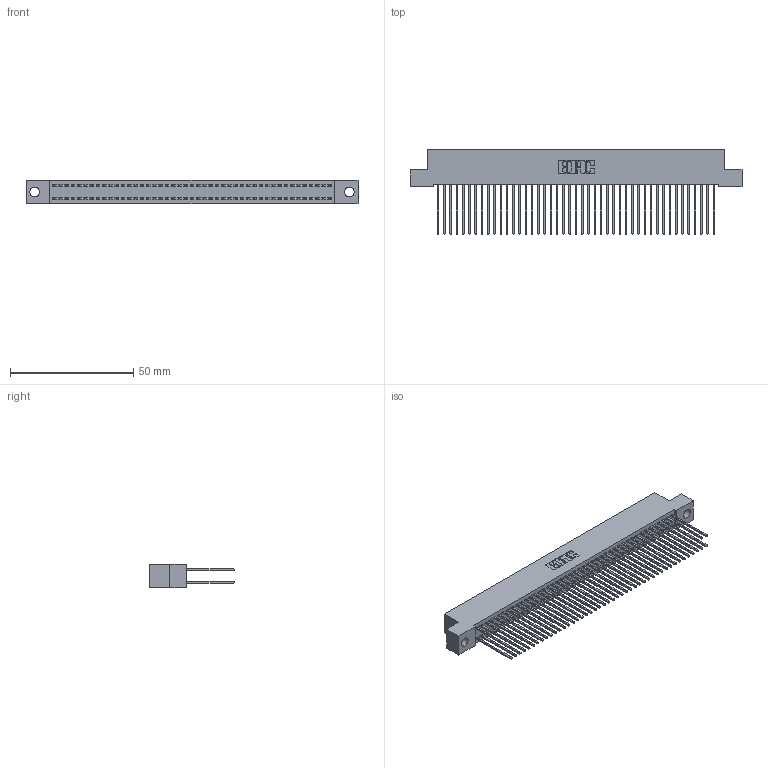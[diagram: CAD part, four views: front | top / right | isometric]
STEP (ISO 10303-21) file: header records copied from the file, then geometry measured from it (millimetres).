
FILE_DESCRIPTION (( 'STEP AP203' ), '1' );
FILE_NAME ('342-090-541-204.STEP', '2019-10-04T14:17:16', ( '' ), ( '' ), 'SwSTEP 2.0', 'SolidWorks 2016', '' );
FILE_SCHEMA (( 'CONFIG_CONTROL_DESIGN' ));
Length unit declared in the file: inch
Products named in the file (3): 342 Part_.156 TH; 345-292-001_345-293-141; 342-090-541-204
Assembly tree (91 placements, depth 2):
  342-090-541-204
    342 Part_.156 TH
    345-292-001_345-293-141  x90
Bounding box: 134.62 x 34.3 x 9.4 mm (x, y, z)
Volume: 12539.1 mm3; surface area: 22643.5 mm2
Topology: 91 solids, 91 shells, 4790 faces, 14249 edges, 9378 vertices
Faces by surface type: plane 3306, cylinder 1484
Entity records: 28451 total; most frequent: CARTESIAN_POINT 4710, ORIENTED_EDGE 4646, DIRECTION 4019, EDGE_CURVE 2323, LINE 2195, VECTOR 2195, VERTEX_POINT 1546, AXIS2_PLACEMENT_3D 912
